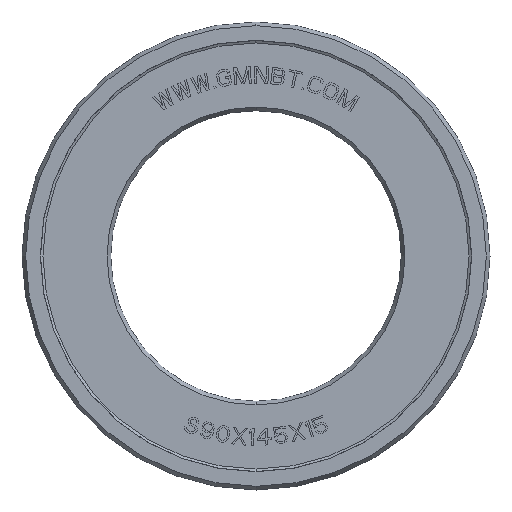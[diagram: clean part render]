
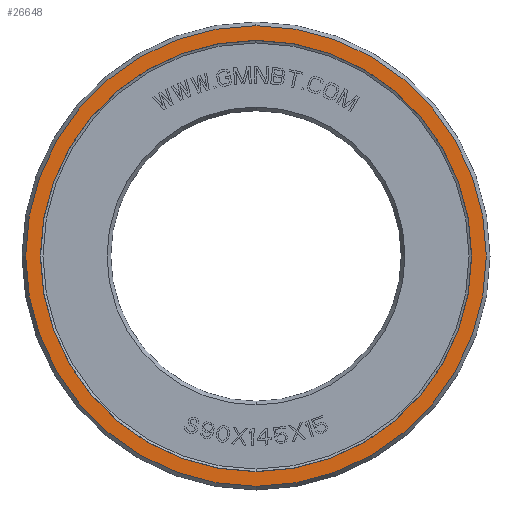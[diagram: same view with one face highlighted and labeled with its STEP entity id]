
A CAD part, front view. The second image highlights one B-rep face of the part: STEP entity #26648.
In plain terms, the highlighted planar face has unit normal (0, -1, 0).
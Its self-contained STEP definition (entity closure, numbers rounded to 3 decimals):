
#25696=CARTESIAN_POINT('',(0.,-7.5,0.));
#25697=DIRECTION('',(0.,1.,0.));
#25698=DIRECTION('',(0.,0.,-1.));
#25699=AXIS2_PLACEMENT_3D('',#25696,#25697,#25698);
#25704=CARTESIAN_POINT('',(0.,-7.5,0.));
#25705=DIRECTION('',(0.,-1.,0.));
#25706=DIRECTION('',(0.,0.,-1.));
#25707=AXIS2_PLACEMENT_3D('',#25704,#25705,#25706);
#25719=CARTESIAN_POINT('',(0.,-7.5,0.));
#25720=DIRECTION('',(0.,-1.,0.));
#25721=DIRECTION('',(0.,0.,-1.));
#25722=AXIS2_PLACEMENT_3D('',#25719,#25720,#25721);
#25734=CARTESIAN_POINT('',(0.,-7.5,0.));
#25735=DIRECTION('',(0.,1.,0.));
#25736=DIRECTION('',(0.,0.,-1.));
#25737=AXIS2_PLACEMENT_3D('',#25734,#25735,#25736);
#26160=CARTESIAN_POINT('',(0.,-7.5,-71.345));
#26162=VERTEX_POINT('',#26160);
#26200=CARTESIAN_POINT('',(0.,-7.5,71.345));
#26202=VERTEX_POINT('',#26200);
#26218=CARTESIAN_POINT('',(0.,-7.5,-66.816));
#26219=VERTEX_POINT('',#26218);
#26230=CARTESIAN_POINT('',(0.,-7.5,66.816));
#26231=VERTEX_POINT('',#26230);
#26633=CARTESIAN_POINT('',(0.,-7.5,0.));
#26634=DIRECTION('',(0.,1.,0.));
#26635=DIRECTION('',(0.,0.,-1.));
#26636=AXIS2_PLACEMENT_3D('',#26633,#26634,#26635);
#26637=PLANE('',#26636);
#26639=ORIENTED_EDGE('',*,*,#26638,.F.);
#26641=ORIENTED_EDGE('',*,*,#26640,.T.);
#26642=EDGE_LOOP('',(#26639,#26641));
#26643=FACE_OUTER_BOUND('',#26642,.F.);
#26644=ORIENTED_EDGE('',*,*,#26619,.F.);
#26645=ORIENTED_EDGE('',*,*,#26601,.T.);
#26646=EDGE_LOOP('',(#26644,#26645));
#26647=FACE_BOUND('',#26646,.F.);
#25700=CIRCLE('',#25699,66.816);
#25708=CIRCLE('',#25707,66.816);
#25723=CIRCLE('',#25722,71.345);
#25738=CIRCLE('',#25737,71.345);
#26601=EDGE_CURVE('',#26219,#26231,#25708,.T.);
#26619=EDGE_CURVE('',#26219,#26231,#25700,.T.);
#26638=EDGE_CURVE('',#26162,#26202,#25723,.T.);
#26640=EDGE_CURVE('',#26162,#26202,#25738,.T.);
#26648=ADVANCED_FACE('',(#26643,#26647),#26637,.F.);
